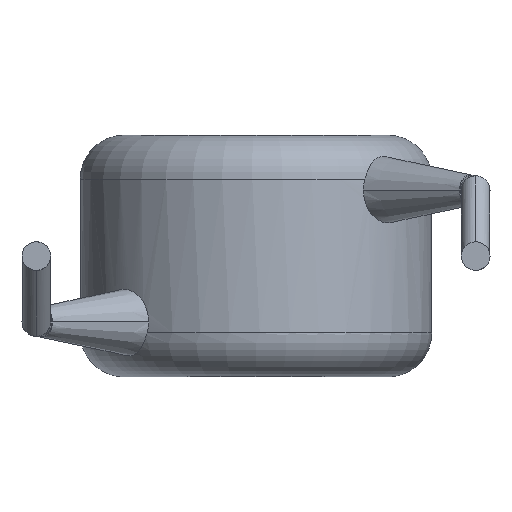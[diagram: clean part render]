
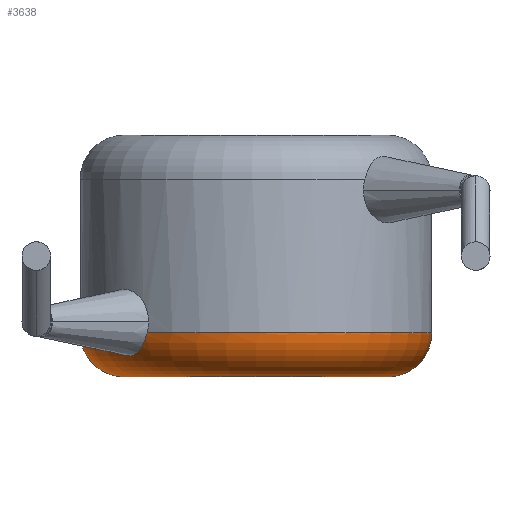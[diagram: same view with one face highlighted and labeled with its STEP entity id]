
A CAD part, front view. The second image highlights one B-rep face of the part: STEP entity #3638.
In plain terms, the highlighted toroidal (fillet/blend) face has major radius 3 mm and minor radius 1 mm.
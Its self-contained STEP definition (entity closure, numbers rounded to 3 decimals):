
#46 = CARTESIAN_POINT ( 'NONE',  ( -2.996, -2.44, 0.495 ) ) ;
#124 = DIRECTION ( 'NONE',  ( 0., 0., 1. ) ) ;
#335 = EDGE_LOOP ( 'NONE', ( #2642, #2316, #3690, #4247, #667, #2044 ) ) ;
#369 = CARTESIAN_POINT ( 'NONE',  ( -3.314, -2.18, 0.72 ) ) ;
#370 = CIRCLE ( 'NONE', #2864, 1. ) ;
#451 = DIRECTION ( 'NONE',  ( 0., -1., 0. ) ) ;
#499 = CARTESIAN_POINT ( 'NONE',  ( -2.477, -3.141, 1. ) ) ;
#623 = TOROIDAL_SURFACE ( 'NONE', #2998, 3., 1. ) ;
#667 = ORIENTED_EDGE ( 'NONE', *, *, #3015, .T. ) ;
#687 = CARTESIAN_POINT ( 'NONE',  ( -3.164, -2.298, 0.581 ) ) ;
#822 = CIRCLE ( 'NONE', #1863, 4. ) ;
#836 = CARTESIAN_POINT ( 'NONE',  ( -2.52, -3.107, 0.851 ) ) ;
#862 = VERTEX_POINT ( 'NONE', #2899 ) ;
#947 = DIRECTION ( 'NONE',  ( 1., 0., 0. ) ) ;
#952 = CIRCLE ( 'NONE', #3145, 4. ) ;
#977 = FACE_OUTER_BOUND ( 'NONE', #335, .T. ) ;
#1023 = CARTESIAN_POINT ( 'NONE',  ( -3.108, -2.342, 0.545 ) ) ;
#1130 = CARTESIAN_POINT ( 'NONE',  ( -2.784, -2.672, 0.483 ) ) ;
#1332 = CARTESIAN_POINT ( 'NONE',  ( -3., 0., 0. ) ) ;
#1436 = VERTEX_POINT ( 'NONE', #1538 ) ;
#1458 = CARTESIAN_POINT ( 'NONE',  ( -2.701, -2.804, 0.536 ) ) ;
#1471 = DIRECTION ( 'NONE',  ( 0., 0., -1. ) ) ;
#1538 = CARTESIAN_POINT ( 'NONE',  ( 4., 0., 1. ) ) ;
#1605 = AXIS2_PLACEMENT_3D ( 'NONE', #3400, #2097, #3738 ) ;
#1694 = DIRECTION ( 'NONE',  ( 1., 0., 0. ) ) ;
#1819 = CARTESIAN_POINT ( 'NONE',  ( 3., 0., 1. ) ) ;
#1863 = AXIS2_PLACEMENT_3D ( 'NONE', #3852, #2284, #947 ) ;
#2000 = VERTEX_POINT ( 'NONE', #2543 ) ;
#2044 = ORIENTED_EDGE ( 'NONE', *, *, #2083, .F. ) ;
#2083 = EDGE_CURVE ( 'NONE', #2000, #4040, #822, .T. ) ;
#2097 = DIRECTION ( 'NONE',  ( 0., 0., -1. ) ) ;
#2195 = CIRCLE ( 'NONE', #2754, 1. ) ;
#2202 = CIRCLE ( 'NONE', #1605, 3. ) ;
#2284 = DIRECTION ( 'NONE',  ( 0., 0., 1. ) ) ;
#2291 = EDGE_CURVE ( 'NONE', #862, #1436, #952, .T. ) ;
#2305 = EDGE_CURVE ( 'NONE', #2900, #2541, #2202, .T. ) ;
#2316 = ORIENTED_EDGE ( 'NONE', *, *, #2305, .F. ) ;
#2322 = DIRECTION ( 'NONE',  ( -1., 0., 0. ) ) ;
#2342 = CARTESIAN_POINT ( 'NONE',  ( -2.94, -2.496, 0.482 ) ) ;
#2514 = EDGE_CURVE ( 'NONE', #2541, #2000, #370, .T. ) ;
#2541 = VERTEX_POINT ( 'NONE', #1332 ) ;
#2543 = CARTESIAN_POINT ( 'NONE',  ( -4., 0., 1. ) ) ;
#2642 = ORIENTED_EDGE ( 'NONE', *, *, #2514, .F. ) ;
#2647 = CARTESIAN_POINT ( 'NONE',  ( 0., 0., 1. ) ) ;
#2682 = CARTESIAN_POINT ( 'NONE',  ( -3.393, -2.12, 0.851 ) ) ;
#2746 = CARTESIAN_POINT ( 'NONE',  ( -2.57, -3.023, 0.721 ) ) ;
#2754 = AXIS2_PLACEMENT_3D ( 'NONE', #1819, #451, #1471 ) ;
#2849 = CARTESIAN_POINT ( 'NONE',  ( -3.421, -2.073, 1. ) ) ;
#2864 = AXIS2_PLACEMENT_3D ( 'NONE', #3283, #3323, #2322 ) ;
#2899 = CARTESIAN_POINT ( 'NONE',  ( -2.477, -3.141, 1. ) ) ;
#2900 = VERTEX_POINT ( 'NONE', #4029 ) ;
#2944 = CARTESIAN_POINT ( 'NONE',  ( 0., 0., 1. ) ) ;
#2953 = EDGE_CURVE ( 'NONE', #2900, #1436, #2195, .T. ) ;
#2968 = B_SPLINE_CURVE_WITH_KNOTS ( 'NONE', 3,
 ( #499, #836, #2746, #1458, #1130, #2342, #46, #1023, #687, #369, #2682, #2995 ),
 .UNSPECIFIED., .F., .F.,
 ( 4, 2, 2, 2, 2, 4 ),
 ( 0., 0., 0.001, 0.001, 0.001, 0.002 ),
 .UNSPECIFIED. ) ;
#2995 = CARTESIAN_POINT ( 'NONE',  ( -3.421, -2.073, 1. ) ) ;
#2998 = AXIS2_PLACEMENT_3D ( 'NONE', #2647, #124, #4080 ) ;
#3015 = EDGE_CURVE ( 'NONE', #862, #4040, #2968, .T. ) ;
#3145 = AXIS2_PLACEMENT_3D ( 'NONE', #2944, #3324, #1694 ) ;
#3283 = CARTESIAN_POINT ( 'NONE',  ( -3., 0., 1. ) ) ;
#3323 = DIRECTION ( 'NONE',  ( 0., 1., 0. ) ) ;
#3324 = DIRECTION ( 'NONE',  ( 0., 0., 1. ) ) ;
#3400 = CARTESIAN_POINT ( 'NONE',  ( 0., 0., 0. ) ) ;
#3638 = ADVANCED_FACE ( 'NONE', ( #977 ), #623, .T. ) ;
#3690 = ORIENTED_EDGE ( 'NONE', *, *, #2953, .T. ) ;
#3738 = DIRECTION ( 'NONE',  ( 1., 0., 0. ) ) ;
#3852 = CARTESIAN_POINT ( 'NONE',  ( 0., 0., 1. ) ) ;
#4029 = CARTESIAN_POINT ( 'NONE',  ( 3., 0., 0. ) ) ;
#4040 = VERTEX_POINT ( 'NONE', #2849 ) ;
#4080 = DIRECTION ( 'NONE',  ( 1., 0., 0. ) ) ;
#4247 = ORIENTED_EDGE ( 'NONE', *, *, #2291, .F. ) ;
